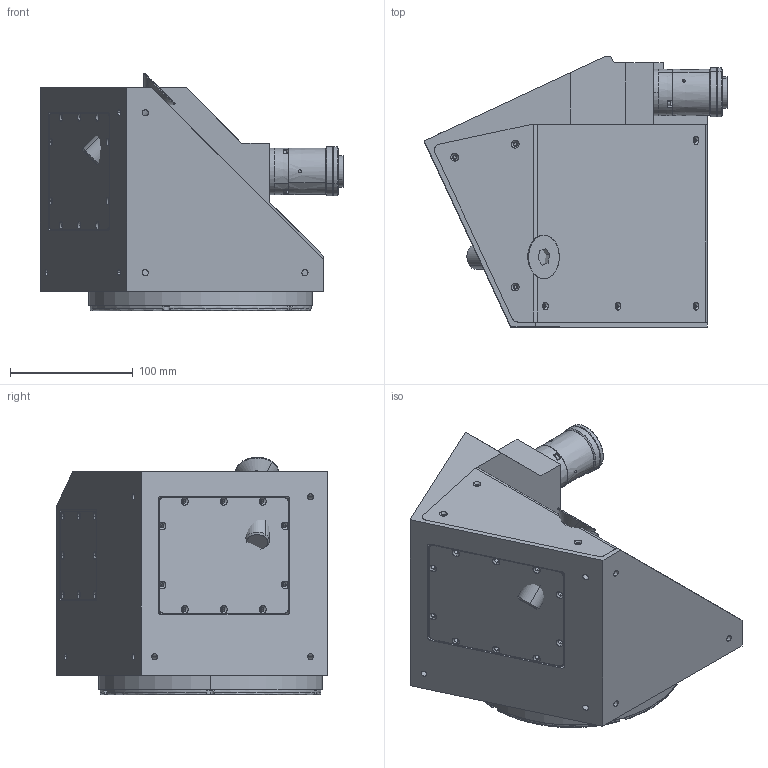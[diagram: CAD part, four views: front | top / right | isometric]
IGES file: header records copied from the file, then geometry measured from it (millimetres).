
Start section: SolidWorks IGES file using analytic representation for surfaces
Global section: file name: TCCR3M120-C.igs; native system: SolidWorks 2018; preprocessor: SolidWorks 2018; author: ccharly; date: 190607.140216; units: millimetre
Bounding box: 247.38 x 220 x 193.27 mm (x, y, z)
Surface area: 244450.4 mm2 (no closed solid volume)
Topology: 0 solids, 0 shells, 369 faces, 5884 edges, 5881 vertices
Faces by surface type: revolution 261, bspline 108
